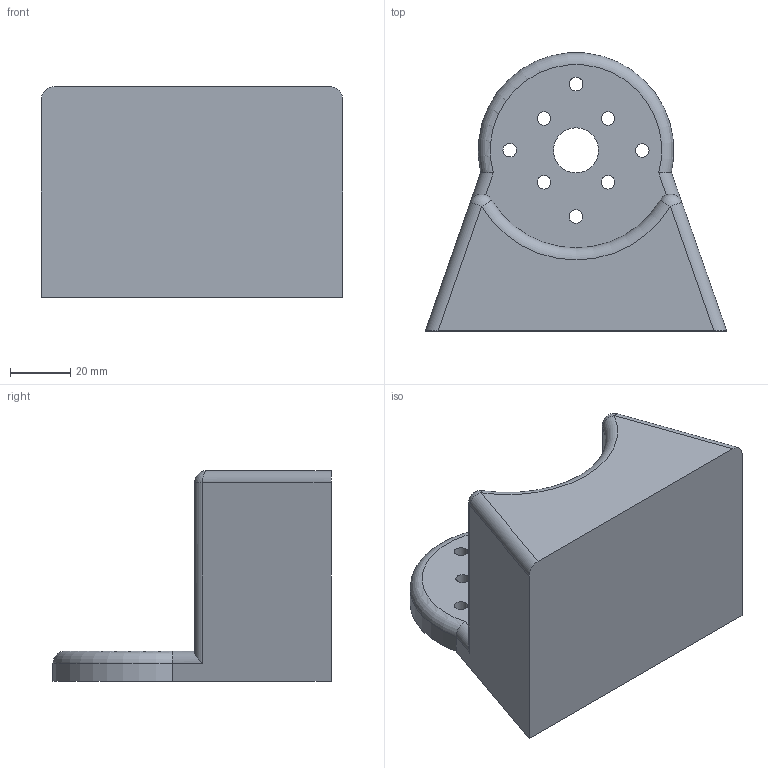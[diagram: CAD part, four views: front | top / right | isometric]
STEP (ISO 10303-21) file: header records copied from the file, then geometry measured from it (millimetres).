
FILE_DESCRIPTION(/* description */ (''),/* implementation_level */ '2;1');
FILE_NAME(/* name */ 'Test Mount.stp',/* time_stamp */ '2020-11-01T16:23:44-08:00',/* author */ ('andre'),/* organization */ (''),/* preprocessor_version */ 'ST-DEVELOPER v17',/* originating_system */ 'Autodesk Inventor 2019',/* authorisation */ '');
FILE_SCHEMA (('AUTOMOTIVE_DESIGN { 1 0 10303 214 3 1 1 }'));
Length unit declared in the file: millimetre
Products named in the file (1): Test Mount
Bounding box: 100 x 92.38 x 70 mm (x, y, z)
Volume: 243486.9 mm3; surface area: 33440.1 mm2
Topology: 1 solids, 1 shells, 44 faces, 109 edges, 75 vertices
Faces by surface type: cylinder 25, plane 14, torus 2, sphere 2, cone 1
Full cylindrical faces by diameter (mm): 4.5 x8, 8.5 x8, 15 x1
Entity records: 1455 total; most frequent: DIRECTION 266, CARTESIAN_POINT 255, ORIENTED_EDGE 218, AXIS2_PLACEMENT_3D 114, EDGE_CURVE 109, VERTEX_POINT 75, EDGE_LOOP 70, CIRCLE 65
